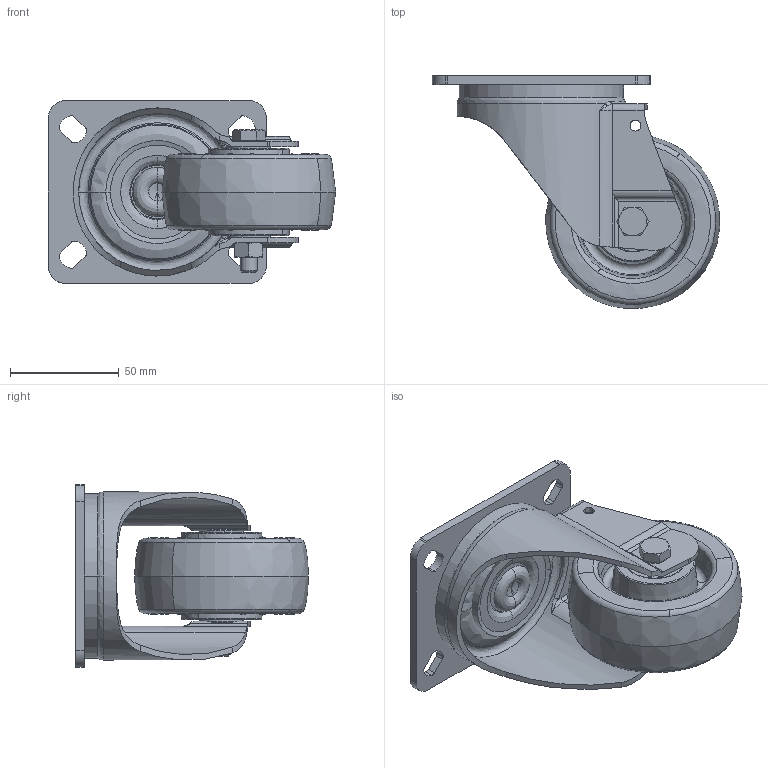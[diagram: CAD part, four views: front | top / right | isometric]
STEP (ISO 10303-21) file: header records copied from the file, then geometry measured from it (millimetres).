
FILE_DESCRIPTION (( 'STEP AP214' ), '1' );
FILE_NAME ('0029914_L-MV-PUZK-080-K-3_(A-03).step', '2019-10-11T10:20:53', ( '' ), ( '' ), 'SwSTEP 2.0', 'SolidWorks 2018', '' );
FILE_SCHEMA (( 'AUTOMOTIVE_DESIGN' ));
Length unit declared in the file: millimetre
Products named in the file (1): 0029914_L-MV-PUZK-080-K-3_(A-03)
Bounding box: 131.87 x 106.87 x 84 mm (x, y, z)
Volume: 229802.4 mm3; surface area: 121780.2 mm2
Topology: 20 solids, 20 shells, 756 faces, 1864 edges, 1157 vertices
Faces by surface type: cylinder 179, bspline 164, torus 162, plane 131, cone 120
Entity records: 39722 total; most frequent: CARTESIAN_POINT 14540, ORIENTED_EDGE 3716, DIRECTION 3306, EDGE_CURVE 1858, AXIS2_PLACEMENT_3D 1473, VERTEX_POINT 1157, CIRCLE 880, EDGE_LOOP 823
